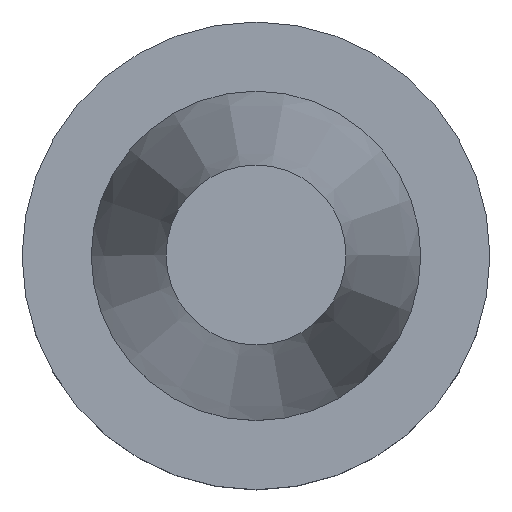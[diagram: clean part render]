
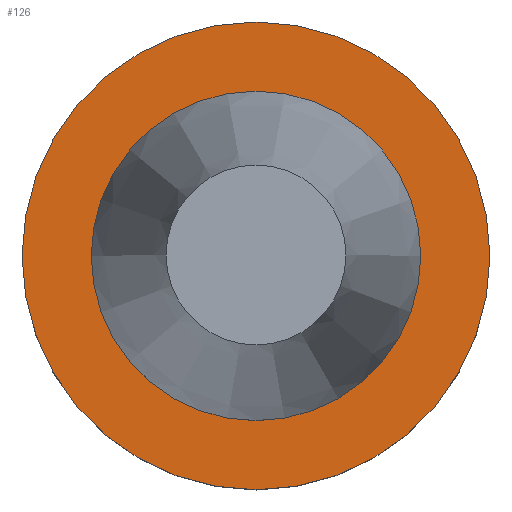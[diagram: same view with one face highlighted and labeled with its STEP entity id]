
A CAD part, top view. The second image highlights one B-rep face of the part: STEP entity #126.
In plain terms, the highlighted planar face has unit normal (0, 0, 1).
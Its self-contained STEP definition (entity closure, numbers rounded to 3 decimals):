
#98=FACE_BOUND('',#185,.T.);
#99=FACE_BOUND('',#186,.T.);
#126=ADVANCED_FACE('',(#98,#99),#138,.T.);
#138=PLANE('',#387);
#185=EDGE_LOOP('',(#235));
#186=EDGE_LOOP('',(#236));
#235=ORIENTED_EDGE('',*,*,#288,.F.);
#236=ORIENTED_EDGE('',*,*,#289,.T.);
#263=VERTEX_POINT('',#571);
#264=VERTEX_POINT('',#574);
#288=EDGE_CURVE('',#263,#263,#313,.T.);
#289=EDGE_CURVE('',#264,#264,#314,.T.);
#313=CIRCLE('',#384,31.775);
#314=CIRCLE('',#386,22.38);
#384=AXIS2_PLACEMENT_3D('',#570,#485,#486);
#386=AXIS2_PLACEMENT_3D('',#573,#489,#490);
#387=AXIS2_PLACEMENT_3D('',#575,#491,#492);
#485=DIRECTION('',(0.,0.,-1.));
#486=DIRECTION('',(1.,0.,0.));
#489=DIRECTION('',(0.,0.,-1.));
#490=DIRECTION('',(-1.,0.,0.));
#491=DIRECTION('',(0.,0.,1.));
#492=DIRECTION('',(-1.,0.,0.));
#570=CARTESIAN_POINT('',(0.,0.,-3.2));
#571=CARTESIAN_POINT('',(31.775,0.,-3.2));
#573=CARTESIAN_POINT('',(0.,0.,-3.2));
#574=CARTESIAN_POINT('',(-22.38,0.,-3.2));
#575=CARTESIAN_POINT('',(-27.078,0.,-3.2));
